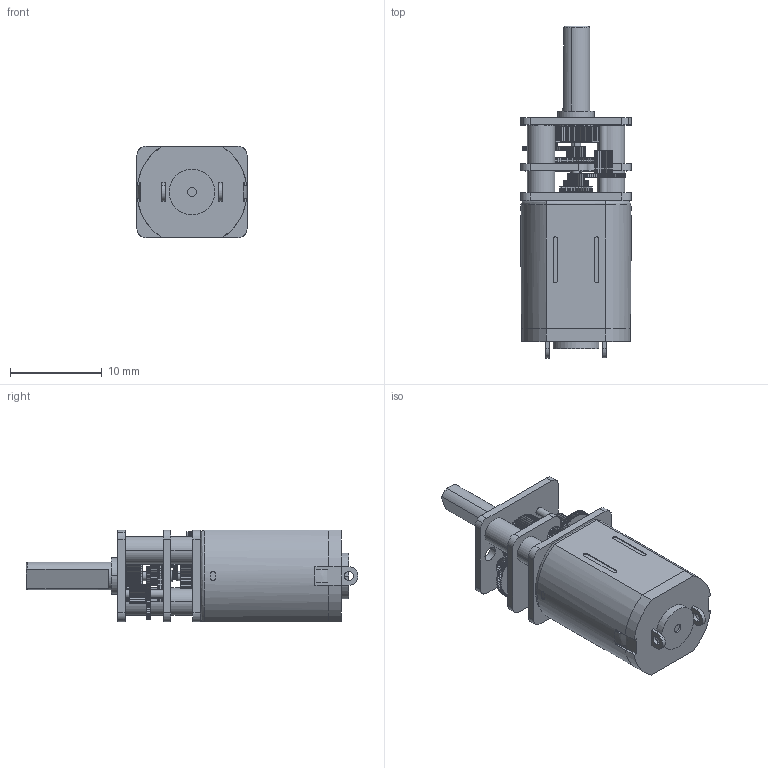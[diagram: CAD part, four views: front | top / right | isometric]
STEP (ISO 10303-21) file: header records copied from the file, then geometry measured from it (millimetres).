
FILE_DESCRIPTION (( 'STEP AP214' ), '1' );
FILE_NAME ('N20 DC MOTOR.STEP', '2023-05-03T09:14:31', ( '' ), ( '' ), 'SwSTEP 2.0', 'SolidWorks 2020', '' );
FILE_SCHEMA (( 'AUTOMOTIVE_DESIGN' ));
Length unit declared in the file: millimetre
Products named in the file (1): N20 DC MOTOR
Bounding box: 12 x 36.2 x 10 mm (x, y, z)
Volume: 1311.1 mm3; surface area: 4719.8 mm2
Topology: 32 solids, 32 shells, 2438 faces, 6950 edges, 4601 vertices
Faces by surface type: cylinder 1872, plane 526, sphere 16, bspline 14, cone 6, torus 4
Entity records: 84058 total; most frequent: DIRECTION 15637, CARTESIAN_POINT 14817, ORIENTED_EDGE 13900, EDGE_CURVE 6950, AXIS2_PLACEMENT_3D 6318, VERTEX_POINT 4601, CIRCLE 3893, LINE 3001
